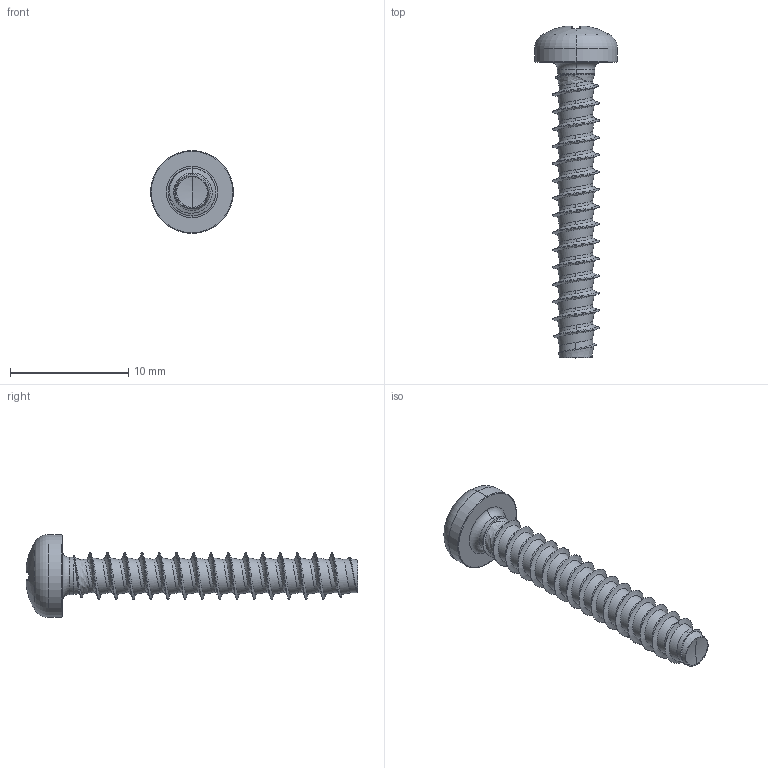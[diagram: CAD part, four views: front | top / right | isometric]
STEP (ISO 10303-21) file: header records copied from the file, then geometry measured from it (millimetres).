
FILE_DESCRIPTION (( 'STEP AP203' ), '1' );
FILE_NAME ('STP320400250.STEP', '2017-08-15T14:31:46', ( '' ), ( '' ), 'SwSTEP 2.0', 'SolidWorks 2015', '' );
FILE_SCHEMA (( 'CONFIG_CONTROL_DESIGN' ));
Products named in the file (1): STP320400250
Bounding box: 7 x 28.05 x 7 mm (x, y, z)
Volume: 271.6 mm3; surface area: 497 mm2
Topology: 1 solids, 1 shells, 195 faces, 456 edges, 263 vertices
Faces by surface type: cylinder 58, bspline 51, torus 28, sphere 28, plane 22, cone 8
Entity records: 25734 total; most frequent: CARTESIAN_POINT 21688, ORIENTED_EDGE 908, DIRECTION 754, EDGE_CURVE 454, AXIS2_PLACEMENT_3D 332, VERTEX_POINT 263, EDGE_LOOP 197, FACE_OUTER_BOUND 195
